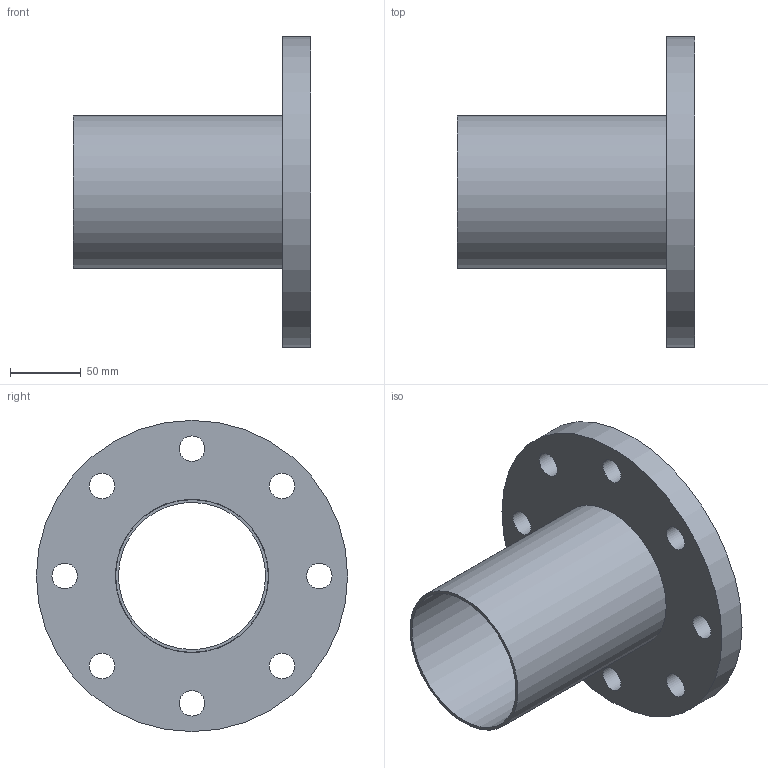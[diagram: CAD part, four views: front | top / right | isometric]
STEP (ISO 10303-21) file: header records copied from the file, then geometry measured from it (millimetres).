
FILE_DESCRIPTION(/* description */ (''),/* implementation_level */ '2;1');
FILE_NAME(/* name */ '33731.stp',/* time_stamp */ '2014-04-01T20:24:24+02:00',/* author */ ('bruh'),/* organization */ (''),/* preprocessor_version */ 'ST-DEVELOPER v15.2',/* originating_system */ 'Autodesk Inventor 2014',/* authorisation */ '');
FILE_SCHEMA (('AUTOMOTIVE_DESIGN { 1 0 10303 214 3 1 1 }'));
Length unit declared in the file: millimetre
Products named in the file (3): 100200; MAP Rohrende d108 L153; 33731
Bounding box: 168 x 220 x 220 mm (x, y, z)
Volume: 638401.9 mm3; surface area: 186587.3 mm2
Topology: 2 solids, 2 shells, 18 faces, 39 edges, 26 vertices
Faces by surface type: cylinder 13, plane 5
Full cylindrical faces by diameter (mm): 18 x8, 104 x1, 107.8 x1, 108 x1, 108.4 x1, 220 x1
Entity records: 558 total; most frequent: DIRECTION 98, CARTESIAN_POINT 75, EDGE_LOOP 52, ORIENTED_EDGE 52, AXIS2_PLACEMENT_3D 49, FACE_BOUND 39, CIRCLE 26, VERTEX_POINT 26
